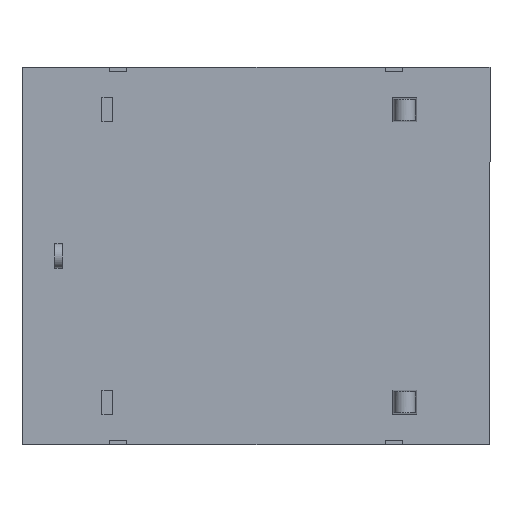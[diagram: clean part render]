
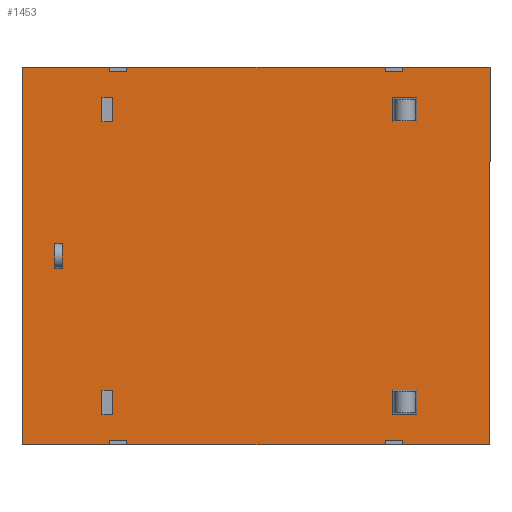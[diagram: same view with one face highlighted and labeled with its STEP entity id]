
A CAD part, front view. The second image highlights one B-rep face of the part: STEP entity #1453.
In plain terms, the highlighted planar face has unit normal (0, -1, 0).
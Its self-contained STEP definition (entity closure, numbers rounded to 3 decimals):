
#33 = VECTOR ( 'NONE', #755, 1000. ) ;
#35 = ORIENTED_EDGE ( 'NONE', *, *, #334, .F. ) ;
#48 = DIRECTION ( 'NONE',  ( -1., 0., 0. ) ) ;
#54 = CARTESIAN_POINT ( 'NONE',  ( -9.6, 0., -7.75 ) ) ;
#97 = ORIENTED_EDGE ( 'NONE', *, *, #969, .F. ) ;
#124 = AXIS2_PLACEMENT_3D ( 'NONE', #1504, #689, #340 ) ;
#129 = EDGE_CURVE ( 'NONE', #1073, #1537, #381, .T. ) ;
#136 = LINE ( 'NONE', #353, #1447 ) ;
#143 = ORIENTED_EDGE ( 'NONE', *, *, #1253, .F. ) ;
#149 = LINE ( 'NONE', #701, #495 ) ;
#158 = VERTEX_POINT ( 'NONE', #377 ) ;
#159 = ORIENTED_EDGE ( 'NONE', *, *, #800, .F. ) ;
#162 = DIRECTION ( 'NONE',  ( 0., 0., 1. ) ) ;
#166 = VERTEX_POINT ( 'NONE', #751 ) ;
#171 = ORIENTED_EDGE ( 'NONE', *, *, #475, .F. ) ;
#178 = CARTESIAN_POINT ( 'NONE',  ( -6., 0., 7.55 ) ) ;
#182 = DIRECTION ( 'NONE',  ( 0., 0., -1. ) ) ;
#197 = ORIENTED_EDGE ( 'NONE', *, *, #1153, .T. ) ;
#202 = VECTOR ( 'NONE', #48, 1000. ) ;
#209 = LINE ( 'NONE', #729, #1376 ) ;
#217 = EDGE_CURVE ( 'NONE', #716, #1455, #359, .T. ) ;
#231 = VECTOR ( 'NONE', #288, 1000. ) ;
#244 = VECTOR ( 'NONE', #1451, 1000. ) ;
#253 = ORIENTED_EDGE ( 'NONE', *, *, #1220, .F. ) ;
#256 = EDGE_CURVE ( 'NONE', #1455, #1224, #1429, .T. ) ;
#270 = CARTESIAN_POINT ( 'NONE',  ( 6., 0., -7.55 ) ) ;
#288 = DIRECTION ( 'NONE',  ( 1., 0., 0. ) ) ;
#290 = LINE ( 'NONE', #764, #1523 ) ;
#293 = CARTESIAN_POINT ( 'NONE',  ( -6., 0., -7.55 ) ) ;
#306 = CARTESIAN_POINT ( 'NONE',  ( -5.3, 0., 7.75 ) ) ;
#308 = CARTESIAN_POINT ( 'NONE',  ( 6., 0., -7.55 ) ) ;
#329 = PLANE ( 'NONE',  #124 ) ;
#334 = EDGE_CURVE ( 'NONE', #792, #902, #807, .T. ) ;
#339 = VERTEX_POINT ( 'NONE', #426 ) ;
#340 = DIRECTION ( 'NONE',  ( 0., 0., 1. ) ) ;
#350 = EDGE_CURVE ( 'NONE', #792, #904, #571, .T. ) ;
#351 = CARTESIAN_POINT ( 'NONE',  ( 5.3, 0., -7.75 ) ) ;
#353 = CARTESIAN_POINT ( 'NONE',  ( -5.3, 0., 7.55 ) ) ;
#359 = LINE ( 'NONE', #508, #33 ) ;
#362 = VECTOR ( 'NONE', #930, 1000. ) ;
#373 = EDGE_CURVE ( 'NONE', #166, #593, #416, .T. ) ;
#377 = CARTESIAN_POINT ( 'NONE',  ( 9.6, 0., -7.75 ) ) ;
#381 = LINE ( 'NONE', #308, #1065 ) ;
#382 = EDGE_CURVE ( 'NONE', #858, #904, #863, .T. ) ;
#389 = VERTEX_POINT ( 'NONE', #1359 ) ;
#391 = VECTOR ( 'NONE', #866, 1000. ) ;
#397 = VECTOR ( 'NONE', #915, 1000. ) ;
#402 = DIRECTION ( 'NONE',  ( 0., 0., -1. ) ) ;
#403 = LINE ( 'NONE', #1021, #484 ) ;
#407 = VERTEX_POINT ( 'NONE', #1032 ) ;
#409 = CARTESIAN_POINT ( 'NONE',  ( -9.6, 0., 7.75 ) ) ;
#416 = LINE ( 'NONE', #409, #397 ) ;
#425 = EDGE_CURVE ( 'NONE', #716, #166, #149, .T. ) ;
#426 = CARTESIAN_POINT ( 'NONE',  ( -6., 0., -7.75 ) ) ;
#439 = CARTESIAN_POINT ( 'NONE',  ( 5.3, 0., 7.55 ) ) ;
#455 = ORIENTED_EDGE ( 'NONE', *, *, #425, .F. ) ;
#475 = EDGE_CURVE ( 'NONE', #902, #339, #1390, .T. ) ;
#481 = DIRECTION ( 'NONE',  ( 0., 0., 1. ) ) ;
#484 = VECTOR ( 'NONE', #1472, 1000. ) ;
#486 = CARTESIAN_POINT ( 'NONE',  ( 6., 0., -7.55 ) ) ;
#487 = CARTESIAN_POINT ( 'NONE',  ( -6., 0., 7.75 ) ) ;
#495 = VECTOR ( 'NONE', #1145, 1000. ) ;
#508 = CARTESIAN_POINT ( 'NONE',  ( 6., 0., 7.55 ) ) ;
#519 = ORIENTED_EDGE ( 'NONE', *, *, #350, .T. ) ;
#535 = CARTESIAN_POINT ( 'NONE',  ( -9.6, 0., 7.75 ) ) ;
#540 = ORIENTED_EDGE ( 'NONE', *, *, #1302, .F. ) ;
#558 = EDGE_LOOP ( 'NONE', ( #958, #97, #597, #891, #925, #754, #455, #1158, #1100, #253, #159, #619, #197, #889, #540, #143, #171, #35, #519, #712 ) ) ;
#559 = VECTOR ( 'NONE', #1238, 1000. ) ;
#571 = LINE ( 'NONE', #911, #935 ) ;
#593 = VERTEX_POINT ( 'NONE', #1393 ) ;
#597 = ORIENTED_EDGE ( 'NONE', *, *, #129, .T. ) ;
#619 = ORIENTED_EDGE ( 'NONE', *, *, #1227, .T. ) ;
#659 = VERTEX_POINT ( 'NONE', #487 ) ;
#687 = VECTOR ( 'NONE', #1391, 1000. ) ;
#689 = DIRECTION ( 'NONE',  ( 0., 1., 0. ) ) ;
#701 = CARTESIAN_POINT ( 'NONE',  ( 6., 0., 7.55 ) ) ;
#703 = CARTESIAN_POINT ( 'NONE',  ( 6., 0., -7.75 ) ) ;
#709 = CARTESIAN_POINT ( 'NONE',  ( -6., 0., -7.55 ) ) ;
#712 = ORIENTED_EDGE ( 'NONE', *, *, #382, .F. ) ;
#716 = VERTEX_POINT ( 'NONE', #853 ) ;
#729 = CARTESIAN_POINT ( 'NONE',  ( -9.6, 0., -7.75 ) ) ;
#736 = VECTOR ( 'NONE', #1156, 1000. ) ;
#751 = CARTESIAN_POINT ( 'NONE',  ( 6., 0., 7.75 ) ) ;
#754 = ORIENTED_EDGE ( 'NONE', *, *, #373, .F. ) ;
#755 = DIRECTION ( 'NONE',  ( -1., 0., 0. ) ) ;
#764 = CARTESIAN_POINT ( 'NONE',  ( -6., 0., 7.55 ) ) ;
#783 = DIRECTION ( 'NONE',  ( -1., 0., 0. ) ) ;
#792 = VERTEX_POINT ( 'NONE', #1309 ) ;
#796 = CARTESIAN_POINT ( 'NONE',  ( 5.3, 0., 7.75 ) ) ;
#800 = EDGE_CURVE ( 'NONE', #1207, #1216, #136, .T. ) ;
#807 = LINE ( 'NONE', #293, #202 ) ;
#846 = EDGE_CURVE ( 'NONE', #158, #1537, #209, .T. ) ;
#853 = CARTESIAN_POINT ( 'NONE',  ( 6., 0., 7.55 ) ) ;
#858 = VERTEX_POINT ( 'NONE', #351 ) ;
#863 = LINE ( 'NONE', #1397, #1442 ) ;
#866 = DIRECTION ( 'NONE',  ( -1., 0., 0. ) ) ;
#889 = ORIENTED_EDGE ( 'NONE', *, *, #1434, .F. ) ;
#891 = ORIENTED_EDGE ( 'NONE', *, *, #846, .F. ) ;
#902 = VERTEX_POINT ( 'NONE', #709 ) ;
#904 = VERTEX_POINT ( 'NONE', #1526 ) ;
#911 = CARTESIAN_POINT ( 'NONE',  ( -5.3, 0., -7.55 ) ) ;
#912 = CARTESIAN_POINT ( 'NONE',  ( 5.3, 0., -7.55 ) ) ;
#915 = DIRECTION ( 'NONE',  ( 1., 0., 0. ) ) ;
#922 = CARTESIAN_POINT ( 'NONE',  ( -9.6, 0., 7.75 ) ) ;
#925 = ORIENTED_EDGE ( 'NONE', *, *, #1287, .F. ) ;
#930 = DIRECTION ( 'NONE',  ( 0., 0., -1. ) ) ;
#935 = VECTOR ( 'NONE', #402, 1000. ) ;
#937 = DIRECTION ( 'NONE',  ( -1., 0., 0. ) ) ;
#958 = ORIENTED_EDGE ( 'NONE', *, *, #1355, .F. ) ;
#969 = EDGE_CURVE ( 'NONE', #1073, #1304, #1340, .T. ) ;
#1021 = CARTESIAN_POINT ( 'NONE',  ( 9.6, 0., -7.75 ) ) ;
#1032 = CARTESIAN_POINT ( 'NONE',  ( -6., 0., 7.55 ) ) ;
#1033 = LINE ( 'NONE', #535, #231 ) ;
#1050 = LINE ( 'NONE', #1267, #362 ) ;
#1052 = CARTESIAN_POINT ( 'NONE',  ( -9.6, 0., 7.75 ) ) ;
#1065 = VECTOR ( 'NONE', #182, 1000. ) ;
#1072 = VECTOR ( 'NONE', #783, 1000. ) ;
#1073 = VERTEX_POINT ( 'NONE', #270 ) ;
#1084 = LINE ( 'NONE', #1052, #736 ) ;
#1100 = ORIENTED_EDGE ( 'NONE', *, *, #256, .T. ) ;
#1145 = DIRECTION ( 'NONE',  ( 0., 0., 1. ) ) ;
#1153 = EDGE_CURVE ( 'NONE', #407, #659, #290, .T. ) ;
#1156 = DIRECTION ( 'NONE',  ( 1., 0., 0. ) ) ;
#1158 = ORIENTED_EDGE ( 'NONE', *, *, #217, .T. ) ;
#1160 = CARTESIAN_POINT ( 'NONE',  ( -6., 0., -7.55 ) ) ;
#1185 = DIRECTION ( 'NONE',  ( -1., 0., 0. ) ) ;
#1193 = LINE ( 'NONE', #1372, #1072 ) ;
#1207 = VERTEX_POINT ( 'NONE', #1389 ) ;
#1216 = VERTEX_POINT ( 'NONE', #306 ) ;
#1220 = EDGE_CURVE ( 'NONE', #1216, #1224, #1033, .T. ) ;
#1223 = CARTESIAN_POINT ( 'NONE',  ( 5.3, 0., 7.55 ) ) ;
#1224 = VERTEX_POINT ( 'NONE', #796 ) ;
#1227 = EDGE_CURVE ( 'NONE', #1207, #407, #1465, .T. ) ;
#1238 = DIRECTION ( 'NONE',  ( -1., 0., 0. ) ) ;
#1253 = EDGE_CURVE ( 'NONE', #339, #389, #1193, .T. ) ;
#1267 = CARTESIAN_POINT ( 'NONE',  ( 5.3, 0., -7.55 ) ) ;
#1287 = EDGE_CURVE ( 'NONE', #593, #158, #403, .T. ) ;
#1302 = EDGE_CURVE ( 'NONE', #389, #1418, #1430, .T. ) ;
#1304 = VERTEX_POINT ( 'NONE', #912 ) ;
#1309 = CARTESIAN_POINT ( 'NONE',  ( -5.3, 0., -7.55 ) ) ;
#1340 = LINE ( 'NONE', #486, #391 ) ;
#1346 = DIRECTION ( 'NONE',  ( 0., 0., 1. ) ) ;
#1355 = EDGE_CURVE ( 'NONE', #1304, #858, #1050, .T. ) ;
#1359 = CARTESIAN_POINT ( 'NONE',  ( -9.6, 0., -7.75 ) ) ;
#1372 = CARTESIAN_POINT ( 'NONE',  ( -9.6, 0., -7.75 ) ) ;
#1376 = VECTOR ( 'NONE', #1185, 1000. ) ;
#1389 = CARTESIAN_POINT ( 'NONE',  ( -5.3, 0., 7.55 ) ) ;
#1390 = LINE ( 'NONE', #1160, #687 ) ;
#1391 = DIRECTION ( 'NONE',  ( 0., 0., -1. ) ) ;
#1393 = CARTESIAN_POINT ( 'NONE',  ( 9.6, 0., 7.75 ) ) ;
#1394 = VECTOR ( 'NONE', #162, 1000. ) ;
#1395 = FACE_OUTER_BOUND ( 'NONE', #558, .T. ) ;
#1397 = CARTESIAN_POINT ( 'NONE',  ( -9.6, 0., -7.75 ) ) ;
#1418 = VERTEX_POINT ( 'NONE', #922 ) ;
#1429 = LINE ( 'NONE', #1223, #244 ) ;
#1430 = LINE ( 'NONE', #54, #1394 ) ;
#1434 = EDGE_CURVE ( 'NONE', #1418, #659, #1084, .T. ) ;
#1442 = VECTOR ( 'NONE', #937, 1000. ) ;
#1447 = VECTOR ( 'NONE', #481, 1000. ) ;
#1451 = DIRECTION ( 'NONE',  ( 0., 0., 1. ) ) ;
#1453 = ADVANCED_FACE ( 'NONE', ( #1395 ), #329, .F. ) ;
#1455 = VERTEX_POINT ( 'NONE', #439 ) ;
#1465 = LINE ( 'NONE', #178, #559 ) ;
#1472 = DIRECTION ( 'NONE',  ( 0., 0., -1. ) ) ;
#1504 = CARTESIAN_POINT ( 'NONE',  ( 0., 0., 0. ) ) ;
#1523 = VECTOR ( 'NONE', #1346, 1000. ) ;
#1526 = CARTESIAN_POINT ( 'NONE',  ( -5.3, 0., -7.75 ) ) ;
#1537 = VERTEX_POINT ( 'NONE', #703 ) ;
